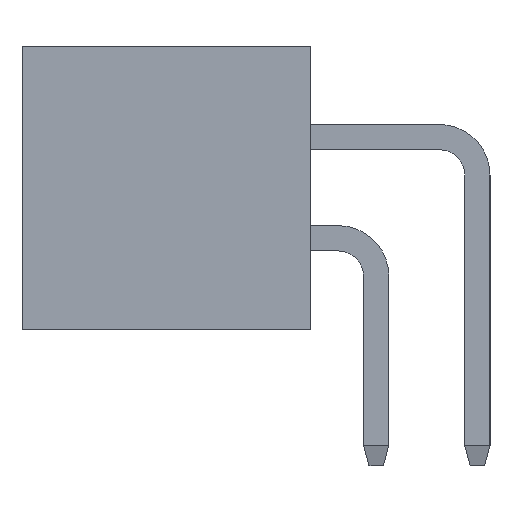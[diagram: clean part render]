
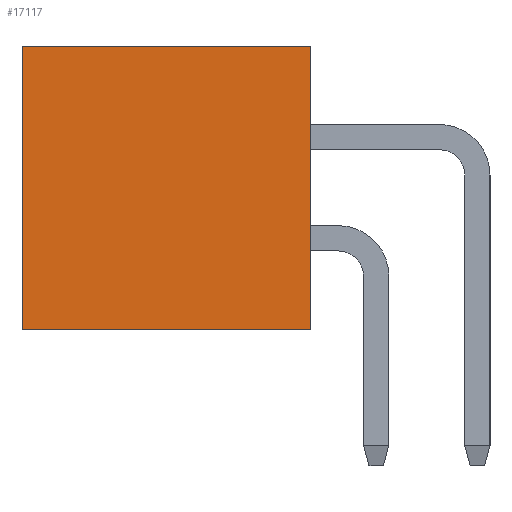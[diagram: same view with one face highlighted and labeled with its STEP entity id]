
A CAD part, left-side view. The second image highlights one B-rep face of the part: STEP entity #17117.
In plain terms, the highlighted planar face has unit normal (-1, 0, 0).
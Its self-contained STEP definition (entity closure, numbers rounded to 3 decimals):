
#267 = VECTOR ( 'NONE', #4944, 1000. ) ;
#617 = CARTESIAN_POINT ( 'NONE',  ( -33.6, 5.7, 2.8 ) ) ;
#1661 = DIRECTION ( 'NONE',  ( 1., 0., 0. ) ) ;
#2711 = LINE ( 'NONE', #617, #8743 ) ;
#2855 = AXIS2_PLACEMENT_3D ( 'NONE', #18677, #1661, #10359 ) ;
#3315 = ORIENTED_EDGE ( 'NONE', *, *, #22133, .F. ) ;
#4267 = VERTEX_POINT ( 'NONE', #22244 ) ;
#4833 = EDGE_LOOP ( 'NONE', ( #23014, #3315, #24955, #20998 ) ) ;
#4944 = DIRECTION ( 'NONE',  ( 0., -1., 0. ) ) ;
#5767 = EDGE_CURVE ( 'NONE', #16622, #4267, #2711, .T. ) ;
#5822 = EDGE_CURVE ( 'NONE', #6996, #25886, #11175, .T. ) ;
#6070 = CARTESIAN_POINT ( 'NONE',  ( -33.6, 5.7, -2.8 ) ) ;
#6215 = CARTESIAN_POINT ( 'NONE',  ( -33.6, 0., -2.8 ) ) ;
#6234 = EDGE_CURVE ( 'NONE', #4267, #25886, #24393, .T. ) ;
#6996 = VERTEX_POINT ( 'NONE', #6070 ) ;
#7418 = PLANE ( 'NONE',  #2855 ) ;
#8743 = VECTOR ( 'NONE', #9158, 1000. ) ;
#9158 = DIRECTION ( 'NONE',  ( 0., -1., 0. ) ) ;
#10359 = DIRECTION ( 'NONE',  ( 0., 0., -1. ) ) ;
#11175 = LINE ( 'NONE', #19895, #267 ) ;
#11444 = VECTOR ( 'NONE', #26922, 1000. ) ;
#11596 = CARTESIAN_POINT ( 'NONE',  ( -33.6, 5.7, 2.8 ) ) ;
#12035 = LINE ( 'NONE', #11596, #25065 ) ;
#16622 = VERTEX_POINT ( 'NONE', #23869 ) ;
#17117 = ADVANCED_FACE ( 'NONE', ( #20375 ), #7418, .F. ) ;
#18677 = CARTESIAN_POINT ( 'NONE',  ( -33.6, 5.7, 2.8 ) ) ;
#19895 = CARTESIAN_POINT ( 'NONE',  ( -33.6, 5.7, -2.8 ) ) ;
#20283 = CARTESIAN_POINT ( 'NONE',  ( -33.6, 0., 0. ) ) ;
#20306 = DIRECTION ( 'NONE',  ( 0., 0., 1. ) ) ;
#20375 = FACE_OUTER_BOUND ( 'NONE', #4833, .T. ) ;
#20998 = ORIENTED_EDGE ( 'NONE', *, *, #6234, .F. ) ;
#22133 = EDGE_CURVE ( 'NONE', #6996, #16622, #12035, .T. ) ;
#22244 = CARTESIAN_POINT ( 'NONE',  ( -33.6, 0., 2.8 ) ) ;
#23014 = ORIENTED_EDGE ( 'NONE', *, *, #5767, .F. ) ;
#23869 = CARTESIAN_POINT ( 'NONE',  ( -33.6, 5.7, 2.8 ) ) ;
#24393 = LINE ( 'NONE', #20283, #11444 ) ;
#24955 = ORIENTED_EDGE ( 'NONE', *, *, #5822, .T. ) ;
#25065 = VECTOR ( 'NONE', #20306, 1000. ) ;
#25886 = VERTEX_POINT ( 'NONE', #6215 ) ;
#26922 = DIRECTION ( 'NONE',  ( 0., 0., -1. ) ) ;
